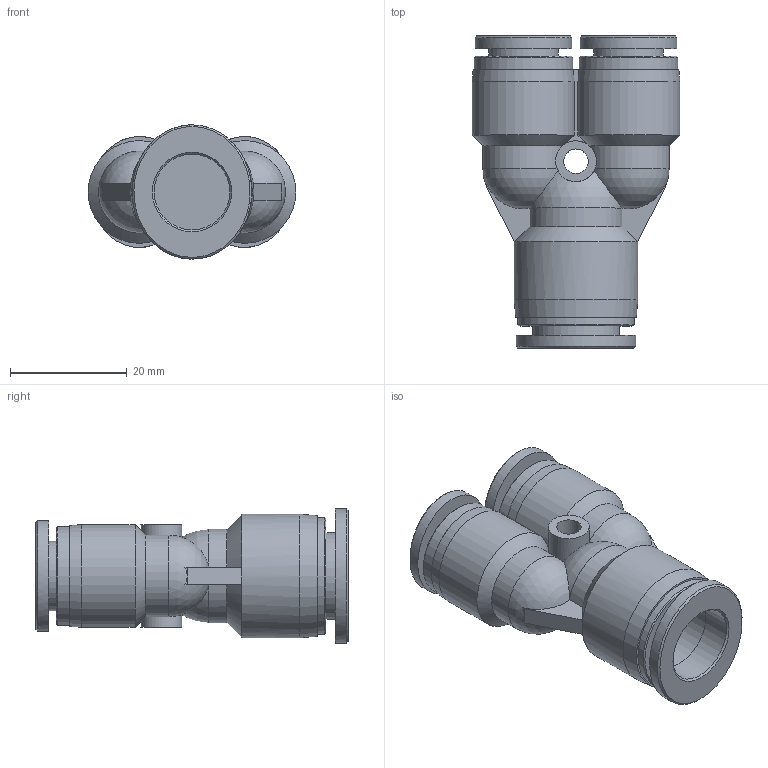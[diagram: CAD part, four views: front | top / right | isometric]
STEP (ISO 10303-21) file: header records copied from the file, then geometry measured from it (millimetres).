
FILE_DESCRIPTION((''),'2;1');
FILE_NAME('PW 1_2-3_8.stp','2016-10-17T15:49:26',('Administrator'),(''),'Autodesk Inventor 2013','Autodesk Inventor 2013','');
FILE_SCHEMA(('CONFIG_CONTROL_DESIGN'));
Length unit declared in the file: millimetre
Products named in the file (4): PW 1_2-3_8; NW N1_2-N3_8 BODY; SLEEVE N1_2L; SLEEVE N3_8L
Assembly tree (4 placements, depth 2):
  PW 1_2-3_8
    NW N1_2-N3_8 BODY
    SLEEVE N1_2L
    SLEEVE N3_8L  x2
Bounding box: 35.6 x 53.5 x 23 mm (x, y, z)
Volume: 13630.7 mm3; surface area: 9856 mm2
Topology: 4 solids, 4 shells, 80 faces, 170 edges, 107 vertices
Faces by surface type: plane 35, cylinder 22, cone 13, bspline 6, sphere 4
Full cylindrical faces by diameter (mm): 4.2 x1, 7 x2, 9.75 x4, 11.9 x2, 13 x2, 14.8 x1, 16.9 x2, 20 x1, 21.2 x1
Entity records: 2224 total; most frequent: CARTESIAN_POINT 703, DIRECTION 306, ORIENTED_EDGE 260, AXIS2_PLACEMENT_3D 137, EDGE_CURVE 130, EDGE_LOOP 102, VERTEX_POINT 94, FACE_OUTER_BOUND 69
